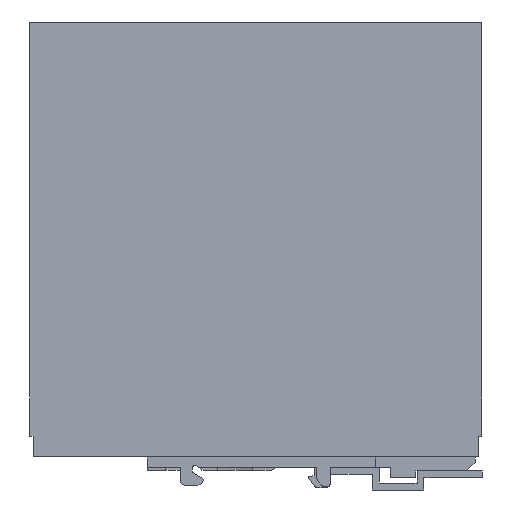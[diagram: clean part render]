
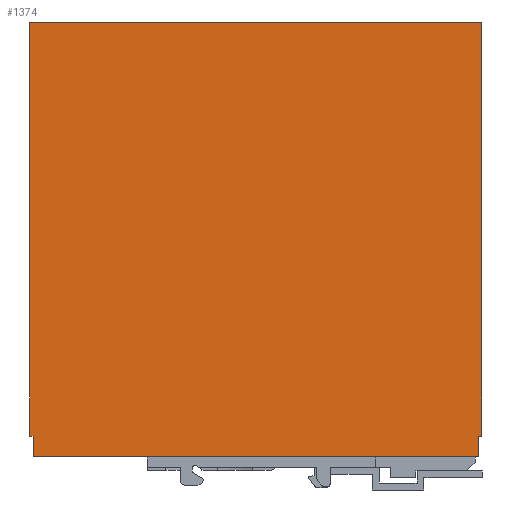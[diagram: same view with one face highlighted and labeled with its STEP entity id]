
A CAD part, left-side view. The second image highlights one B-rep face of the part: STEP entity #1374.
In plain terms, the highlighted planar face has unit normal (-1, 0, 0).
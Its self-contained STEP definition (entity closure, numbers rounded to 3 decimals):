
#1322=AXIS2_PLACEMENT_3D('Plane Axis2P3D',#1319,#1320,#1321) ;
#303=CARTESIAN_POINT('Vertex',(0.,130.15,15.5)) ;
#306=CARTESIAN_POINT('Line Origine',(0.,130.15,74.95)) ;
#310=CARTESIAN_POINT('Vertex',(0.,130.15,134.4)) ;
#1235=CARTESIAN_POINT('Line Origine',(0.,129.65,15.5)) ;
#1239=CARTESIAN_POINT('Vertex',(0.,129.15,15.5)) ;
#1319=CARTESIAN_POINT('Axis2P3D Location',(0.,65.15,72.)) ;
#1324=CARTESIAN_POINT('Line Origine',(0.,129.15,12.5)) ;
#1328=CARTESIAN_POINT('Vertex',(0.,129.15,9.5)) ;
#1331=CARTESIAN_POINT('Line Origine',(0.,65.15,9.5)) ;
#1335=CARTESIAN_POINT('Vertex',(0.,1.15,9.5)) ;
#1338=CARTESIAN_POINT('Line Origine',(0.,1.15,12.5)) ;
#1342=CARTESIAN_POINT('Vertex',(0.,1.15,15.5)) ;
#1345=CARTESIAN_POINT('Line Origine',(0.,0.65,15.5)) ;
#1349=CARTESIAN_POINT('Vertex',(0.,0.15,15.5)) ;
#1352=CARTESIAN_POINT('Line Origine',(0.,0.15,74.95)) ;
#1356=CARTESIAN_POINT('Vertex',(0.,0.15,134.4)) ;
#1359=CARTESIAN_POINT('Line Origine',(0.,65.15,134.4)) ;
#307=DIRECTION('Vector Direction',(0.,0.,-1.)) ;
#1236=DIRECTION('Vector Direction',(0.,-1.,0.)) ;
#1320=DIRECTION('Axis2P3D Direction',(-1.,0.,0.)) ;
#1321=DIRECTION('Axis2P3D XDirection',(0.,-1.,0.)) ;
#1325=DIRECTION('Vector Direction',(0.,0.,1.)) ;
#1332=DIRECTION('Vector Direction',(0.,-1.,0.)) ;
#1339=DIRECTION('Vector Direction',(0.,0.,1.)) ;
#1346=DIRECTION('Vector Direction',(0.,1.,0.)) ;
#1353=DIRECTION('Vector Direction',(0.,0.,1.)) ;
#1360=DIRECTION('Vector Direction',(0.,-1.,0.)) ;
#308=VECTOR('Line Direction',#307,1.) ;
#1237=VECTOR('Line Direction',#1236,1.) ;
#1326=VECTOR('Line Direction',#1325,1.) ;
#1333=VECTOR('Line Direction',#1332,1.) ;
#1340=VECTOR('Line Direction',#1339,1.) ;
#1347=VECTOR('Line Direction',#1346,1.) ;
#1354=VECTOR('Line Direction',#1353,1.) ;
#1361=VECTOR('Line Direction',#1360,1.) ;
#1365=ORIENTED_EDGE('',*,*,#312,.T.) ;
#1366=ORIENTED_EDGE('',*,*,#1241,.T.) ;
#1367=ORIENTED_EDGE('',*,*,#1330,.F.) ;
#1368=ORIENTED_EDGE('',*,*,#1337,.T.) ;
#1369=ORIENTED_EDGE('',*,*,#1344,.T.) ;
#1370=ORIENTED_EDGE('',*,*,#1351,.F.) ;
#1371=ORIENTED_EDGE('',*,*,#1358,.T.) ;
#1372=ORIENTED_EDGE('',*,*,#1363,.F.) ;
#1374=ADVANCED_FACE('GEHAEUSE',(#1373),#1323,.T.) ;
#312=EDGE_CURVE('',#311,#304,#309,.T.) ;
#1241=EDGE_CURVE('',#304,#1240,#1238,.T.) ;
#1330=EDGE_CURVE('',#1329,#1240,#1327,.T.) ;
#1337=EDGE_CURVE('',#1329,#1336,#1334,.T.) ;
#1344=EDGE_CURVE('',#1336,#1343,#1341,.T.) ;
#1351=EDGE_CURVE('',#1350,#1343,#1348,.T.) ;
#1358=EDGE_CURVE('',#1350,#1357,#1355,.T.) ;
#1363=EDGE_CURVE('',#311,#1357,#1362,.T.) ;
#1364=EDGE_LOOP('',(#1365,#1366,#1367,#1368,#1369,#1370,#1371,#1372)) ;
#1373=FACE_OUTER_BOUND('',#1364,.T.) ;
#309=LINE('Line',#306,#308) ;
#1238=LINE('Line',#1235,#1237) ;
#1327=LINE('Line',#1324,#1326) ;
#1334=LINE('Line',#1331,#1333) ;
#1341=LINE('Line',#1338,#1340) ;
#1348=LINE('Line',#1345,#1347) ;
#1355=LINE('Line',#1352,#1354) ;
#1362=LINE('Line',#1359,#1361) ;
#1323=PLANE('',#1322) ;
#304=VERTEX_POINT('',#303) ;
#311=VERTEX_POINT('',#310) ;
#1240=VERTEX_POINT('',#1239) ;
#1329=VERTEX_POINT('',#1328) ;
#1336=VERTEX_POINT('',#1335) ;
#1343=VERTEX_POINT('',#1342) ;
#1350=VERTEX_POINT('',#1349) ;
#1357=VERTEX_POINT('',#1356) ;
